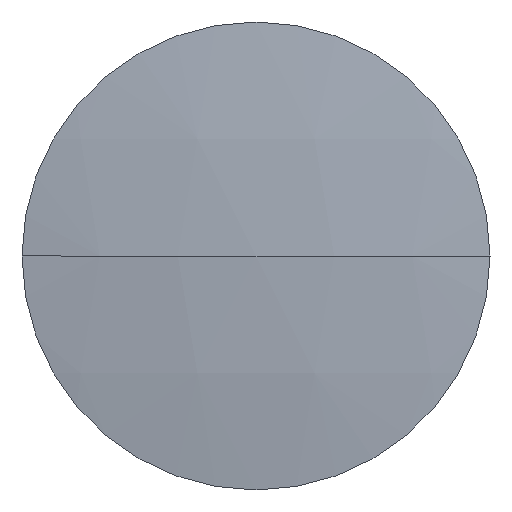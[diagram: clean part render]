
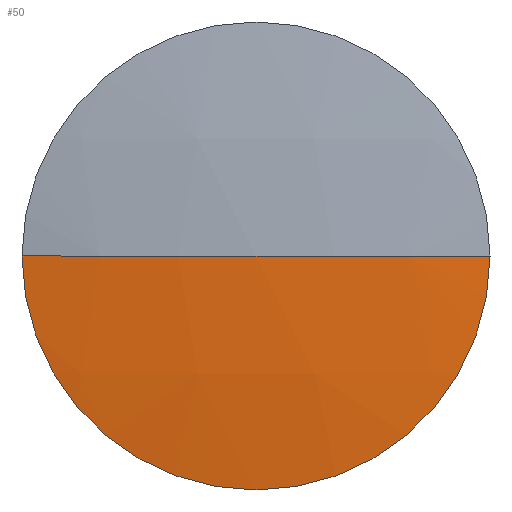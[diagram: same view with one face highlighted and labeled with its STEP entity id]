
A CAD part, left-side view. The second image highlights one B-rep face of the part: STEP entity #50.
In plain terms, the highlighted spherical face has radius 178 mm.
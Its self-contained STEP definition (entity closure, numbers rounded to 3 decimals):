
#1 = SPHERICAL_SURFACE ( 'NONE', #82, 178. ) ;
#4 = AXIS2_PLACEMENT_3D ( 'NONE', #124, #125, #21 ) ;
#13 = EDGE_CURVE ( 'NONE', #27, #177, #44, .T. ) ;
#16 = VERTEX_POINT ( 'NONE', #102 ) ;
#19 = DIRECTION ( 'NONE',  ( 1., 0., 0. ) ) ;
#21 = DIRECTION ( 'NONE',  ( 0., 1., 0. ) ) ;
#27 = VERTEX_POINT ( 'NONE', #28 ) ;
#28 = CARTESIAN_POINT ( 'NONE',  ( 247.046, 155.434, 0. ) ) ;
#34 = CARTESIAN_POINT ( 'NONE',  ( 247.046, 130.434, 0. ) ) ;
#44 = CIRCLE ( 'NONE', #84, 178. ) ;
#49 = DIRECTION ( 'NONE',  ( -1., 0., 0. ) ) ;
#50 = ADVANCED_FACE ( 'NONE', ( #71 ), #1, .T. ) ;
#55 = ORIENTED_EDGE ( 'NONE', *, *, #66, .T. ) ;
#56 = DIRECTION ( 'NONE',  ( 0., 0., 1. ) ) ;
#57 = DIRECTION ( 'NONE',  ( 0., -1., 0. ) ) ;
#66 = EDGE_CURVE ( 'NONE', #16, #177, #85, .T. ) ;
#71 = FACE_OUTER_BOUND ( 'NONE', #115, .T. ) ;
#82 = AXIS2_PLACEMENT_3D ( 'NONE', #100, #138, #183 ) ;
#84 = AXIS2_PLACEMENT_3D ( 'NONE', #173, #56, #19 ) ;
#85 = CIRCLE ( 'NONE', #4, 178. ) ;
#88 = CIRCLE ( 'NONE', #159, 25. ) ;
#89 = EDGE_CURVE ( 'NONE', #27, #16, #88, .T. ) ;
#95 = ORIENTED_EDGE ( 'NONE', *, *, #89, .T. ) ;
#100 = CARTESIAN_POINT ( 'NONE',  ( 423.282, 130.434, 0. ) ) ;
#102 = CARTESIAN_POINT ( 'NONE',  ( 247.046, 105.434, 0. ) ) ;
#108 = CARTESIAN_POINT ( 'NONE',  ( 245.282, 130.434, 0. ) ) ;
#115 = EDGE_LOOP ( 'NONE', ( #95, #55, #128 ) ) ;
#124 = CARTESIAN_POINT ( 'NONE',  ( 423.282, 130.434, 0. ) ) ;
#125 = DIRECTION ( 'NONE',  ( 0., 0., -1. ) ) ;
#128 = ORIENTED_EDGE ( 'NONE', *, *, #13, .F. ) ;
#138 = DIRECTION ( 'NONE',  ( 0., 0., -1. ) ) ;
#159 = AXIS2_PLACEMENT_3D ( 'NONE', #34, #49, #57 ) ;
#173 = CARTESIAN_POINT ( 'NONE',  ( 423.282, 130.434, 0. ) ) ;
#177 = VERTEX_POINT ( 'NONE', #108 ) ;
#183 = DIRECTION ( 'NONE',  ( 0., 1., 0. ) ) ;
